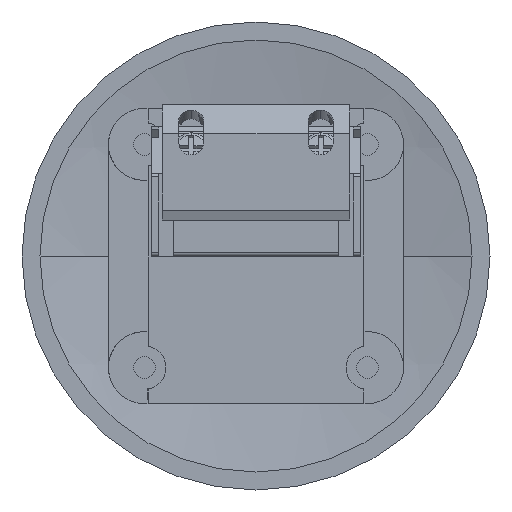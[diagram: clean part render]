
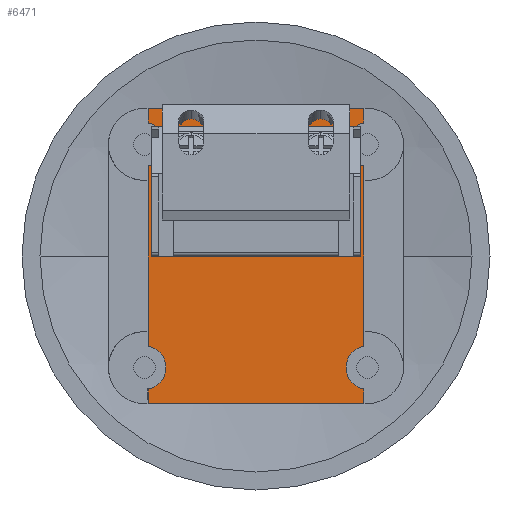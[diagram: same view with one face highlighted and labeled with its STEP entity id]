
A CAD part, front view. The second image highlights one B-rep face of the part: STEP entity #6471.
In plain terms, the highlighted planar face has unit normal (0, -1, 0).
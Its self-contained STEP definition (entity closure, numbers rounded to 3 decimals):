
#52 = DIRECTION ( 'NONE',  ( 0., 0., -1. ) ) ;
#227 = DIRECTION ( 'NONE',  ( 0., 0., -1. ) ) ;
#365 = VERTEX_POINT ( 'NONE', #4961 ) ;
#445 = EDGE_CURVE ( 'NONE', #1659, #7704, #1414, .T. ) ;
#511 = VECTOR ( 'NONE', #3695, 1000. ) ;
#515 = CARTESIAN_POINT ( 'NONE',  ( -15., -21., 20.5 ) ) ;
#610 = DIRECTION ( 'NONE',  ( 1., 0., 0. ) ) ;
#861 = ORIENTED_EDGE ( 'NONE', *, *, #967, .F. ) ;
#873 = VECTOR ( 'NONE', #3492, 1000. ) ;
#892 = CARTESIAN_POINT ( 'NONE',  ( 15., -21., 20.5 ) ) ;
#967 = EDGE_CURVE ( 'NONE', #365, #1809, #2077, .T. ) ;
#1001 = CARTESIAN_POINT ( 'NONE',  ( 0., -21., 0. ) ) ;
#1042 = LINE ( 'NONE', #2939, #7187 ) ;
#1144 = CARTESIAN_POINT ( 'NONE',  ( 15., -21., 20.5 ) ) ;
#1179 = CARTESIAN_POINT ( 'NONE',  ( -15., -21., 20.5 ) ) ;
#1254 = AXIS2_PLACEMENT_3D ( 'NONE', #7337, #3766, #227 ) ;
#1286 = AXIS2_PLACEMENT_3D ( 'NONE', #5387, #1811, #5990 ) ;
#1414 = LINE ( 'NONE', #892, #5967 ) ;
#1476 = DIRECTION ( 'NONE',  ( 0., 0., -1. ) ) ;
#1482 = EDGE_CURVE ( 'NONE', #7200, #2018, #3460, .T. ) ;
#1483 = LINE ( 'NONE', #2055, #2847 ) ;
#1564 = CIRCLE ( 'NONE', #1254, 3. ) ;
#1592 = DIRECTION ( 'NONE',  ( 0., -1., 0. ) ) ;
#1659 = VERTEX_POINT ( 'NONE', #3312 ) ;
#1716 = CARTESIAN_POINT ( 'NONE',  ( -15., -21., 20.5 ) ) ;
#1750 = CIRCLE ( 'NONE', #6444, 3. ) ;
#1757 = VECTOR ( 'NONE', #1772, 1000. ) ;
#1772 = DIRECTION ( 'NONE',  ( 0., 0., 1. ) ) ;
#1809 = VERTEX_POINT ( 'NONE', #1716 ) ;
#1811 = DIRECTION ( 'NONE',  ( 0., -1., 0. ) ) ;
#1819 = EDGE_CURVE ( 'NONE', #7712, #7200, #5422, .T. ) ;
#1824 = ORIENTED_EDGE ( 'NONE', *, *, #6513, .F. ) ;
#2018 = VERTEX_POINT ( 'NONE', #2499 ) ;
#2030 = VERTEX_POINT ( 'NONE', #6118 ) ;
#2055 = CARTESIAN_POINT ( 'NONE',  ( 15., -21., -20.5 ) ) ;
#2077 = LINE ( 'NONE', #3084, #511 ) ;
#2155 = PLANE ( 'NONE',  #5244 ) ;
#2178 = DIRECTION ( 'NONE',  ( 0., -1., 0. ) ) ;
#2261 = EDGE_LOOP ( 'NONE', ( #861, #2908, #3892, #4659, #3585, #7136, #5740, #7151, #4664, #1824, #4820, #6931 ) ) ;
#2499 = CARTESIAN_POINT ( 'NONE',  ( 15., -21., -18.458 ) ) ;
#2750 = CARTESIAN_POINT ( 'NONE',  ( 15., -21., -12.542 ) ) ;
#2816 = CARTESIAN_POINT ( 'NONE',  ( -15., -21., -12.542 ) ) ;
#2847 = VECTOR ( 'NONE', #5029, 1000. ) ;
#2866 = VERTEX_POINT ( 'NONE', #2816 ) ;
#2900 = EDGE_CURVE ( 'NONE', #3689, #2030, #7258, .T. ) ;
#2908 = ORIENTED_EDGE ( 'NONE', *, *, #6470, .F. ) ;
#2939 = CARTESIAN_POINT ( 'NONE',  ( 15., -21., 20.5 ) ) ;
#3084 = CARTESIAN_POINT ( 'NONE',  ( -15., -21., 20.5 ) ) ;
#3312 = CARTESIAN_POINT ( 'NONE',  ( 15., -21., 20.5 ) ) ;
#3422 = CARTESIAN_POINT ( 'NONE',  ( 15.5, -21., 15.5 ) ) ;
#3460 = CIRCLE ( 'NONE', #1286, 3. ) ;
#3492 = DIRECTION ( 'NONE',  ( 0., 0., -1. ) ) ;
#3504 = FACE_OUTER_BOUND ( 'NONE', #2261, .T. ) ;
#3511 = LINE ( 'NONE', #1179, #1757 ) ;
#3585 = ORIENTED_EDGE ( 'NONE', *, *, #2900, .F. ) ;
#3591 = CARTESIAN_POINT ( 'NONE',  ( 15., -21., 20.5 ) ) ;
#3689 = VERTEX_POINT ( 'NONE', #6100 ) ;
#3695 = DIRECTION ( 'NONE',  ( 0., 0., 1. ) ) ;
#3765 = EDGE_CURVE ( 'NONE', #2030, #2866, #1564, .T. ) ;
#3766 = DIRECTION ( 'NONE',  ( 0., -1., 0. ) ) ;
#3892 = ORIENTED_EDGE ( 'NONE', *, *, #6065, .F. ) ;
#3903 = VECTOR ( 'NONE', #4049, 1000. ) ;
#4006 = CARTESIAN_POINT ( 'NONE',  ( 15., -21., 12.542 ) ) ;
#4028 = DIRECTION ( 'NONE',  ( 0., 0., -1. ) ) ;
#4034 = AXIS2_PLACEMENT_3D ( 'NONE', #5161, #1592, #5759 ) ;
#4049 = DIRECTION ( 'NONE',  ( 0., 0., 1. ) ) ;
#4659 = ORIENTED_EDGE ( 'NONE', *, *, #3765, .F. ) ;
#4664 = ORIENTED_EDGE ( 'NONE', *, *, #1819, .F. ) ;
#4814 = CARTESIAN_POINT ( 'NONE',  ( -15., -21., 12.542 ) ) ;
#4820 = ORIENTED_EDGE ( 'NONE', *, *, #445, .F. ) ;
#4961 = CARTESIAN_POINT ( 'NONE',  ( -15., -21., 18.458 ) ) ;
#4970 = EDGE_CURVE ( 'NONE', #1809, #1659, #1042, .T. ) ;
#5029 = DIRECTION ( 'NONE',  ( -1., 0., 0. ) ) ;
#5161 = CARTESIAN_POINT ( 'NONE',  ( -15.5, -21., 15.5 ) ) ;
#5244 = AXIS2_PLACEMENT_3D ( 'NONE', #1001, #2178, #6358 ) ;
#5387 = CARTESIAN_POINT ( 'NONE',  ( 15.5, -21., -15.5 ) ) ;
#5422 = LINE ( 'NONE', #1144, #873 ) ;
#5524 = VERTEX_POINT ( 'NONE', #7119 ) ;
#5740 = ORIENTED_EDGE ( 'NONE', *, *, #6818, .F. ) ;
#5759 = DIRECTION ( 'NONE',  ( 0., 0., -1. ) ) ;
#5967 = VECTOR ( 'NONE', #1476, 1000. ) ;
#5990 = DIRECTION ( 'NONE',  ( 0., 0., -1. ) ) ;
#6065 = EDGE_CURVE ( 'NONE', #2866, #6850, #3511, .T. ) ;
#6095 = LINE ( 'NONE', #3591, #7671 ) ;
#6100 = CARTESIAN_POINT ( 'NONE',  ( -15., -21., -20.5 ) ) ;
#6118 = CARTESIAN_POINT ( 'NONE',  ( -15., -21., -18.458 ) ) ;
#6326 = EDGE_CURVE ( 'NONE', #5524, #3689, #1483, .T. ) ;
#6358 = DIRECTION ( 'NONE',  ( 0., 0., -1. ) ) ;
#6444 = AXIS2_PLACEMENT_3D ( 'NONE', #3422, #7603, #4028 ) ;
#6470 = EDGE_CURVE ( 'NONE', #6850, #365, #6687, .T. ) ;
#6471 = ADVANCED_FACE ( 'NONE', ( #3504 ), #2155, .T. ) ;
#6513 = EDGE_CURVE ( 'NONE', #7704, #7712, #1750, .T. ) ;
#6687 = CIRCLE ( 'NONE', #4034, 3. ) ;
#6818 = EDGE_CURVE ( 'NONE', #2018, #5524, #6095, .T. ) ;
#6850 = VERTEX_POINT ( 'NONE', #4814 ) ;
#6931 = ORIENTED_EDGE ( 'NONE', *, *, #4970, .F. ) ;
#6977 = CARTESIAN_POINT ( 'NONE',  ( 15., -21., 18.458 ) ) ;
#7119 = CARTESIAN_POINT ( 'NONE',  ( 15., -21., -20.5 ) ) ;
#7136 = ORIENTED_EDGE ( 'NONE', *, *, #6326, .F. ) ;
#7151 = ORIENTED_EDGE ( 'NONE', *, *, #1482, .F. ) ;
#7187 = VECTOR ( 'NONE', #610, 1000. ) ;
#7200 = VERTEX_POINT ( 'NONE', #2750 ) ;
#7258 = LINE ( 'NONE', #515, #3903 ) ;
#7337 = CARTESIAN_POINT ( 'NONE',  ( -15.5, -21., -15.5 ) ) ;
#7603 = DIRECTION ( 'NONE',  ( 0., -1., 0. ) ) ;
#7671 = VECTOR ( 'NONE', #52, 1000. ) ;
#7704 = VERTEX_POINT ( 'NONE', #6977 ) ;
#7712 = VERTEX_POINT ( 'NONE', #4006 ) ;
